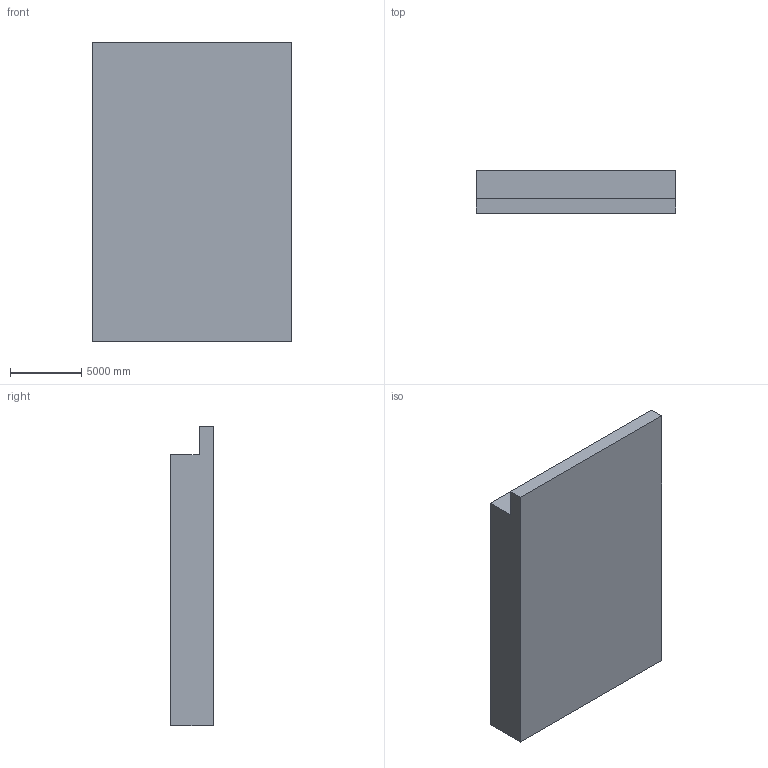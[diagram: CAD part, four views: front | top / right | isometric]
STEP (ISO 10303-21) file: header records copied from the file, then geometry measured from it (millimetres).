
FILE_DESCRIPTION(('produced by SPATIAL CORP'),'2;1');
FILE_NAME( 'bendix1.step.hh.sat.stp','2002-04-22T09:58:27+00:00',('SPATIAL CORP'),('SPATIAL CORP' ),'ACIS STEP Husk','http://www.spatial.com','SPATIAL CORP');
FILE_SCHEMA(('CONFIG_CONTROL_DESIGN'));
Length unit declared in the file: millimetre
Products named in the file (1): PRODUCT_ID_1
Bounding box: 14000 x 3000 x 21000 mm (x, y, z)
Volume: 616146018366 mm3; surface area: 871707963.3 mm2
Topology: 1 solids, 1 shells, 23 faces, 60 edges, 40 vertices
Faces by surface type: plane 17, cylinder 6
Entity records: 791 total; most frequent: CARTESIAN_POINT 123, ORIENTED_EDGE 120, DIRECTION 118, EDGE_CURVE 60, VECTOR 48, LINE 48, VERTEX_POINT 40, AXIS2_PLACEMENT_3D 35
